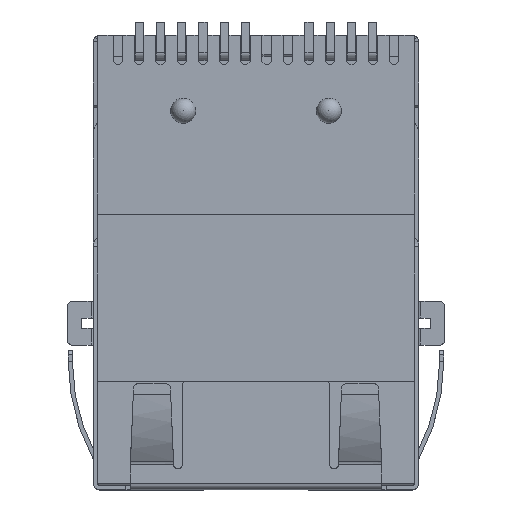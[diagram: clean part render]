
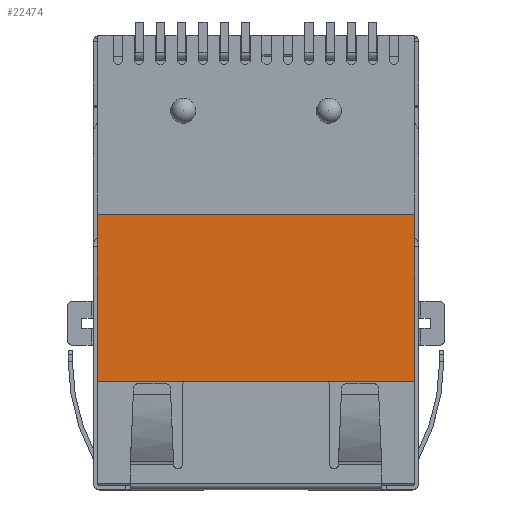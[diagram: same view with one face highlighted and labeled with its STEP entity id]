
A CAD part, top view. The second image highlights one B-rep face of the part: STEP entity #22474.
In plain terms, the highlighted planar face has unit normal (0, 0, 1).
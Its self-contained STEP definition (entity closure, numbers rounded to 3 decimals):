
#4230=ORIENTED_EDGE('',*,*,#7669,.T.);
#4231=ORIENTED_EDGE('',*,*,#7670,.F.);
#4232=ORIENTED_EDGE('',*,*,#7657,.F.);
#4233=ORIENTED_EDGE('',*,*,#7667,.T.);
#7657=EDGE_CURVE('',#9530,#9531,#11138,.T.);
#7667=EDGE_CURVE('',#9530,#9539,#11148,.T.);
#7669=EDGE_CURVE('',#9539,#9540,#11150,.T.);
#7670=EDGE_CURVE('',#9531,#9540,#11151,.T.);
#9530=VERTEX_POINT('',#34229);
#9531=VERTEX_POINT('',#34231);
#9539=VERTEX_POINT('',#34249);
#9540=VERTEX_POINT('',#34254);
#11138=LINE('',#34230,#12937);
#11148=LINE('',#34250,#12947);
#11150=LINE('',#34253,#12949);
#11151=LINE('',#34255,#12950);
#12937=VECTOR('',#27031,1000.);
#12947=VECTOR('',#27043,1000.);
#12949=VECTOR('',#27047,1000.);
#12950=VECTOR('',#27048,1000.);
#13995=EDGE_LOOP('',(#4230,#4231,#4232,#4233));
#14918=FACE_BOUND('',#13995,.T.);
#15565=PLANE('',#23618);
#22474=ADVANCED_FACE('',(#14918),#15565,.F.);
#23618=AXIS2_PLACEMENT_3D('',#34252,#27045,#27046);
#27031=DIRECTION('',(0.,-1.,0.));
#27043=DIRECTION('',(-1.,0.,0.));
#27045=DIRECTION('',(0.,0.,-1.));
#27046=DIRECTION('',(-1.,0.,0.));
#27047=DIRECTION('',(0.,-1.,0.));
#27048=DIRECTION('',(-1.,0.,0.));
#34229=CARTESIAN_POINT('',(7.625,2.29,5.65));
#34230=CARTESIAN_POINT('',(7.625,2.29,5.65));
#34231=CARTESIAN_POINT('',(7.625,-5.72,5.65));
#34249=CARTESIAN_POINT('',(-7.625,2.29,5.65));
#34250=CARTESIAN_POINT('',(7.625,2.29,5.65));
#34252=CARTESIAN_POINT('',(7.625,2.29,5.65));
#34253=CARTESIAN_POINT('',(-7.625,2.29,5.65));
#34254=CARTESIAN_POINT('',(-7.625,-5.72,5.65));
#34255=CARTESIAN_POINT('',(7.625,-5.72,5.65));
